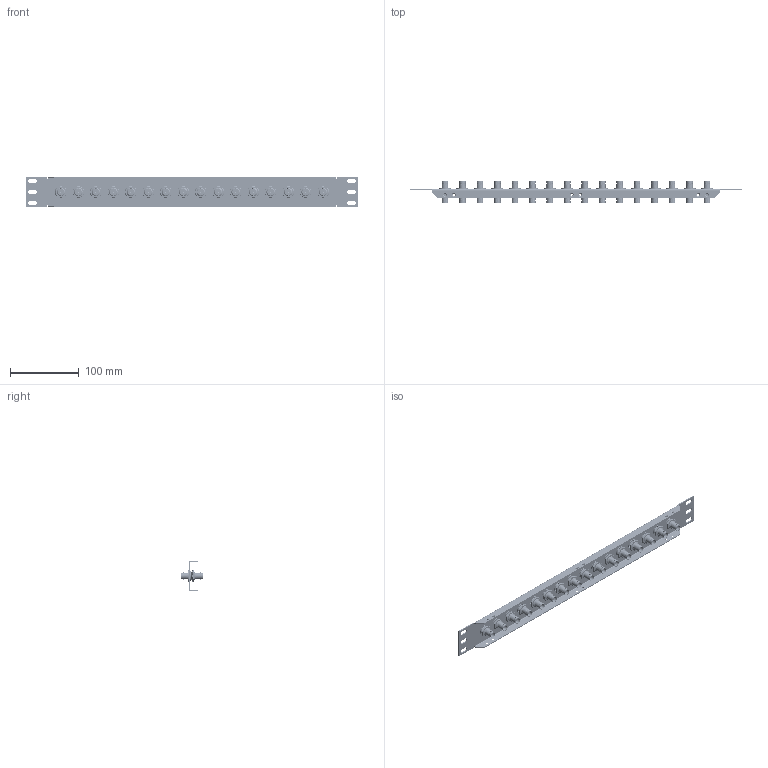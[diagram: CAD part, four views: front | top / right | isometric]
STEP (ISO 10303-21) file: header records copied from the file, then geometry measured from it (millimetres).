
FILE_DESCRIPTION (( 'STEP AP203' ), '1' );
FILE_NAME ('PR175BX16GBLK.STEP', '2015-04-08T17:52:46', ( 'x' ), ( '' ), 'SwSTEP 2.0', 'SolidWorks 2014', '' );
FILE_SCHEMA (( 'CONFIG_CONTROL_DESIGN' ));
Length unit declared in the file: inch
Products named in the file (6): PR175BX16GBLK; PR175-16BLK; BA307; 3AA02-008; 3AA03-005
Assembly tree (20 placements, depth 3):
  PR175BX16GBLK
    PR175-16BLK
    BA307  x16
      BA307
      3AA02-008
      3AA03-005
Bounding box: 482.6 x 32.56 x 43.94 mm (x, y, z)
Volume: 78675.5 mm3; surface area: 109207.4 mm2
Topology: 49 solids, 49 shells, 7645 faces, 20392 edges, 13464 vertices
Faces by surface type: plane 4309, cylinder 1432, bspline 1160, cone 616, torus 128
Entity records: 41640 total; most frequent: CARTESIAN_POINT 16752, ORIENTED_EDGE 5354, DIRECTION 4110, EDGE_CURVE 2677, LINE 1790, VECTOR 1790, VERTEX_POINT 1764, AXIS2_PLACEMENT_3D 1160
